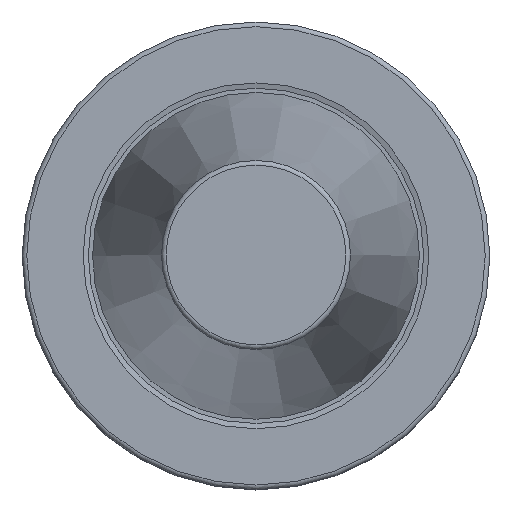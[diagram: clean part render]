
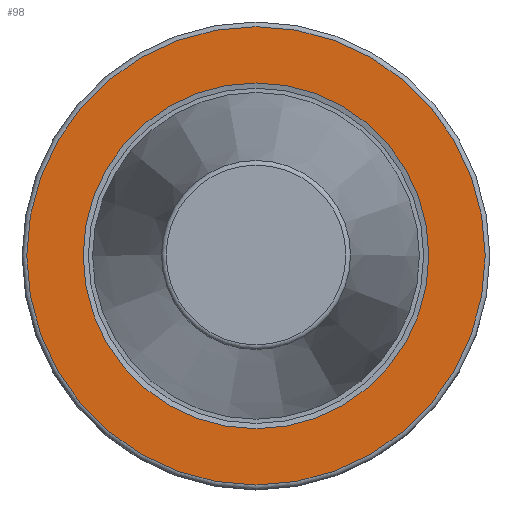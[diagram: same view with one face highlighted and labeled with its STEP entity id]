
A CAD part, top view. The second image highlights one B-rep face of the part: STEP entity #98.
In plain terms, the highlighted planar face has unit normal (0, 0, 1).
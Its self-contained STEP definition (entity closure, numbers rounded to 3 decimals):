
#62=PLANE('',#554);
#98=ADVANCED_FACE('',(#184,#185),#62,.F.);
#184=FACE_BOUND('',#264,.T.);
#185=FACE_BOUND('',#265,.T.);
#264=EDGE_LOOP('',(#346));
#265=EDGE_LOOP('',(#347));
#346=ORIENTED_EDGE('',*,*,#438,.F.);
#347=ORIENTED_EDGE('',*,*,#437,.T.);
#396=VERTEX_POINT('',#836);
#397=VERTEX_POINT('',#839);
#437=EDGE_CURVE('',#396,#396,#478,.T.);
#438=EDGE_CURVE('',#397,#397,#479,.T.);
#478=CIRCLE('',#551,48.987);
#479=CIRCLE('',#553,36.95);
#551=AXIS2_PLACEMENT_3D('',#835,#699,#700);
#553=AXIS2_PLACEMENT_3D('',#838,#703,#704);
#554=AXIS2_PLACEMENT_3D('',#840,#705,#706);
#699=DIRECTION('',(0.0,0.0,1.0));
#700=DIRECTION('',(1.0,0.0,0.0));
#703=DIRECTION('',(0.0,0.0,1.0));
#704=DIRECTION('',(1.0,0.0,0.0));
#705=DIRECTION('',(0.0,0.0,-1.0));
#706=DIRECTION('',(-1.0,0.0,0.0));
#835=CARTESIAN_POINT('',(0.0,0.0,-1.5));
#836=CARTESIAN_POINT('',(48.987,0.0,-1.5));
#838=CARTESIAN_POINT('',(0.0,0.0,-1.5));
#839=CARTESIAN_POINT('',(36.95,0.0,-1.5));
#840=CARTESIAN_POINT('',(0.0,48.987,-1.5));
